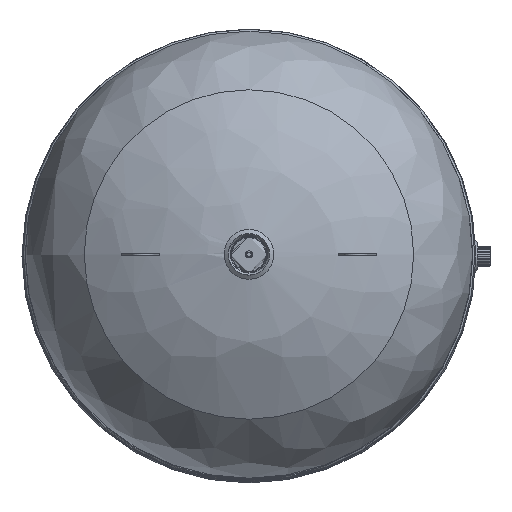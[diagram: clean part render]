
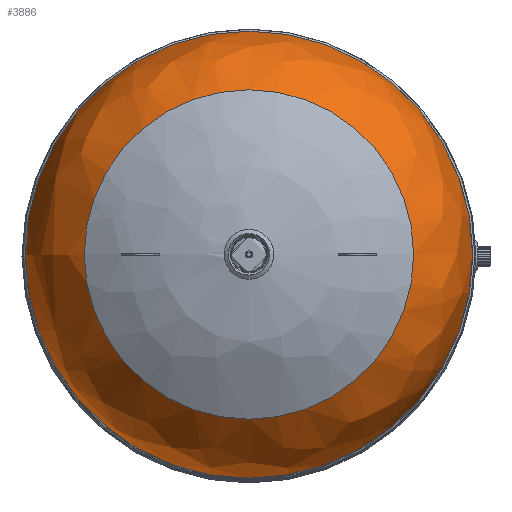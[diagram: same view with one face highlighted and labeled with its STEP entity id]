
A CAD part, top view. The second image highlights one B-rep face of the part: STEP entity #3886.
In plain terms, the highlighted free-form (B-spline) face has degree [2, 2] with [3, 9] control points.
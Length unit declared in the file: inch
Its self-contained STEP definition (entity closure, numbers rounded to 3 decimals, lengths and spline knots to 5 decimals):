
#18=(
BOUNDED_CURVE()
B_SPLINE_CURVE(2,(#8440,#8441,#8442),.UNSPECIFIED.,.F.,.F.)
B_SPLINE_CURVE_WITH_KNOTS((3,3),(-0.97546,0.00152),
 .UNSPECIFIED.)
CURVE()
GEOMETRIC_REPRESENTATION_ITEM()
RATIONAL_B_SPLINE_CURVE((1.,0.883,1.))
REPRESENTATION_ITEM('')
);
#25=(
BOUNDED_SURFACE()
B_SPLINE_SURFACE(2,2,((#8413,#8414,#8415,#8416,#8417,#8418,#8419,#8420,
#8421),(#8422,#8423,#8424,#8425,#8426,#8427,#8428,#8429,#8430),(#8431,#8432,
#8433,#8434,#8435,#8436,#8437,#8438,#8439)),.UNSPECIFIED.,.F.,.T.,.F.)
B_SPLINE_SURFACE_WITH_KNOTS((3,3),(3,2,2,2,3),(-0.00152,0.97546),
(-3.14159,-1.5708,0.,1.5708,3.14159),
 .UNSPECIFIED.)
GEOMETRIC_REPRESENTATION_ITEM()
RATIONAL_B_SPLINE_SURFACE(((1.,0.707,1.,0.707,1.,
0.707,1.,0.707,1.),(0.883,0.624,
0.883,0.624,0.883,0.624,
0.883,0.624,0.883),(1.,0.707,
1.,0.707,1.,0.707,1.,0.707,1.)))
REPRESENTATION_ITEM('')
SURFACE()
);
#958=FACE_OUTER_BOUND('',#1220,.T.);
#1220=EDGE_LOOP('',(#3273,#3274,#3275,#3276));
#1271=CIRCLE('',#3940,15.35433);
#1399=CIRCLE('',#4250,11.31177);
#1449=VERTEX_POINT('',#5358);
#1760=VERTEX_POINT('',#8363);
#1816=EDGE_CURVE('',#1449,#1449,#1271,.T.);
#2266=EDGE_CURVE('',#1760,#1760,#1399,.T.);
#2290=EDGE_CURVE('',#1760,#1449,#18,.T.);
#3273=ORIENTED_EDGE('',*,*,#2266,.F.);
#3274=ORIENTED_EDGE('',*,*,#2290,.T.);
#3275=ORIENTED_EDGE('',*,*,#1816,.T.);
#3276=ORIENTED_EDGE('',*,*,#2290,.F.);
#3886=ADVANCED_FACE('',(#958),#25,.F.);
#3940=AXIS2_PLACEMENT_3D('',#5359,#4351,#4352);
#4250=AXIS2_PLACEMENT_3D('',#8367,#5170,#5171);
#4351=DIRECTION('center_axis',(0.,0.,1.));
#4352=DIRECTION('ref_axis',(-1.,0.,0.));
#5170=DIRECTION('center_axis',(0.,0.,1.));
#5171=DIRECTION('ref_axis',(-1.,0.,0.));
#5358=CARTESIAN_POINT('',(694.04239,15.39444,1203.65177));
#5359=CARTESIAN_POINT('Origin',(709.39672,15.39444,1203.65177));
#8363=CARTESIAN_POINT('',(698.08495,15.39444,1211.28641));
#8367=CARTESIAN_POINT('Origin',(709.39672,15.39444,1211.28641));
#8413=CARTESIAN_POINT('Ctrl Pts',(694.04239,15.39444,1203.65177));
#8414=CARTESIAN_POINT('Ctrl Pts',(694.04239,0.04011,1203.65177));
#8415=CARTESIAN_POINT('Ctrl Pts',(709.39672,0.04011,1203.65177));
#8416=CARTESIAN_POINT('Ctrl Pts',(724.75105,0.04011,1203.65177));
#8417=CARTESIAN_POINT('Ctrl Pts',(724.75105,15.39444,1203.65177));
#8418=CARTESIAN_POINT('Ctrl Pts',(724.75105,30.74877,1203.65177));
#8419=CARTESIAN_POINT('Ctrl Pts',(709.39672,30.74877,1203.65177));
#8420=CARTESIAN_POINT('Ctrl Pts',(694.04239,30.74877,1203.65177));
#8421=CARTESIAN_POINT('Ctrl Pts',(694.04239,15.39444,1203.65177));
#8422=CARTESIAN_POINT('Ctrl Pts',(694.03495,15.39444,1208.54331));
#8423=CARTESIAN_POINT('Ctrl Pts',(694.03495,0.03267,1208.54331));
#8424=CARTESIAN_POINT('Ctrl Pts',(709.39672,0.03267,1208.54331));
#8425=CARTESIAN_POINT('Ctrl Pts',(724.75849,0.03267,1208.54331));
#8426=CARTESIAN_POINT('Ctrl Pts',(724.75849,15.39444,1208.54331));
#8427=CARTESIAN_POINT('Ctrl Pts',(724.75849,30.75622,1208.54331));
#8428=CARTESIAN_POINT('Ctrl Pts',(709.39672,30.75622,1208.54331));
#8429=CARTESIAN_POINT('Ctrl Pts',(694.03495,30.75622,1208.54331));
#8430=CARTESIAN_POINT('Ctrl Pts',(694.03495,15.39444,1208.54331));
#8431=CARTESIAN_POINT('Ctrl Pts',(698.08495,15.39444,1211.28641));
#8432=CARTESIAN_POINT('Ctrl Pts',(698.08495,4.08268,1211.28641));
#8433=CARTESIAN_POINT('Ctrl Pts',(709.39672,4.08268,1211.28641));
#8434=CARTESIAN_POINT('Ctrl Pts',(720.70849,4.08268,1211.28641));
#8435=CARTESIAN_POINT('Ctrl Pts',(720.70849,15.39444,1211.28641));
#8436=CARTESIAN_POINT('Ctrl Pts',(720.70849,26.70621,1211.28641));
#8437=CARTESIAN_POINT('Ctrl Pts',(709.39672,26.70621,1211.28641));
#8438=CARTESIAN_POINT('Ctrl Pts',(698.08495,26.70621,1211.28641));
#8439=CARTESIAN_POINT('Ctrl Pts',(698.08495,15.39444,1211.28641));
#8440=CARTESIAN_POINT('Ctrl Pts',(698.08495,15.39444,1211.28641));
#8441=CARTESIAN_POINT('Ctrl Pts',(694.03495,15.39444,1208.54331));
#8442=CARTESIAN_POINT('Ctrl Pts',(694.04239,15.39444,1203.65177));
